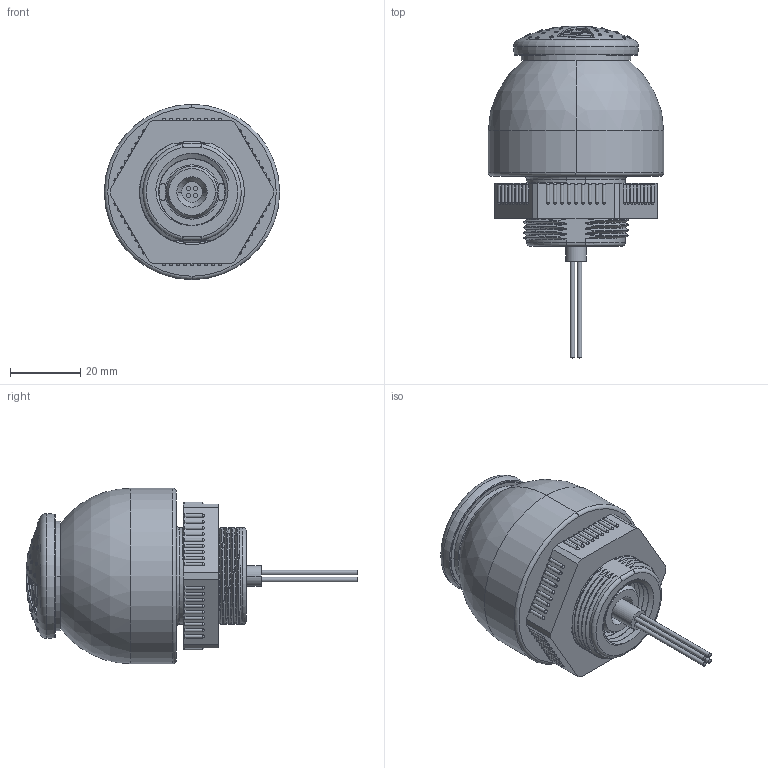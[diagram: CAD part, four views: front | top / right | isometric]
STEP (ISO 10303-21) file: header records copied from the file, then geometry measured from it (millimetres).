
FILE_DESCRIPTION(/* description */ (''),/* implementation_level */ '2;1');
FILE_NAME(/* name */ '04859-000.stp',/* time_stamp */ '2022-03-13T14:26:06+01:00',/* author */ (''),/* organization */ (''),/* preprocessor_version */ 'ST-DEVELOPER v16.701',/* originating_system */ 'SIEMENS PLM Software NX 1946',/* authorisation */ '');
FILE_SCHEMA (('AUTOMOTIVE_DESIGN { 1 0 10303 214 3 1 1 1 }'));
Products named in the file (1): 04859-000
Bounding box: 50 x 94.64 x 50 mm (x, y, z)
Volume: 38437.9 mm3; surface area: 30758.6 mm2
Topology: 5 solids, 7 shells, 855 faces, 2375 edges, 1474 vertices
Faces by surface type: cylinder 286, bspline 206, sphere 172, plane 94, extrusion 45, torus 36, cone 16
Full cylindrical faces by diameter (mm): 1 x39, 1.27 x4, 29 x6, 33.643 x1
Entity records: 43834 total; most frequent: CARTESIAN_POINT 25600, ORIENTED_EDGE 4034, DIRECTION 3185, EDGE_CURVE 2017, VERTEX_POINT 1324, AXIS2_PLACEMENT_3D 1311, EDGE_LOOP 1025, ADVANCED_FACE 849
